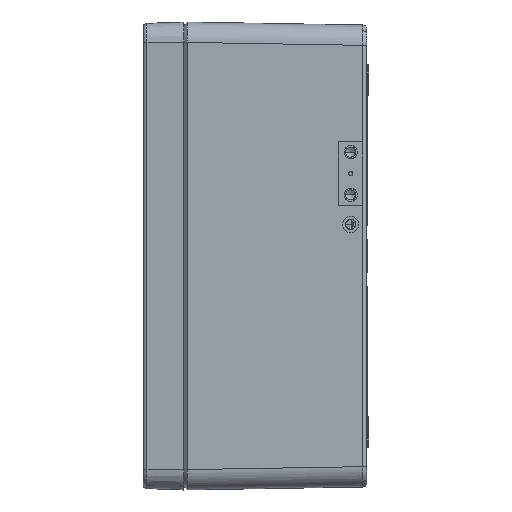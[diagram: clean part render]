
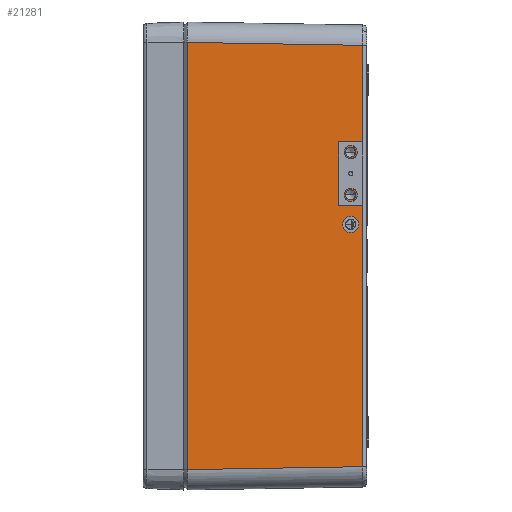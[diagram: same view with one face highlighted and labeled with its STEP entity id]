
A CAD part, left-side view. The second image highlights one B-rep face of the part: STEP entity #21281.
In plain terms, the highlighted planar face has unit normal (-1, -0.017, 0).
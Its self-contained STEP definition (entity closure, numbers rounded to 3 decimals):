
#537 = CIRCLE ( 'NONE', #539, 2.5 ) ;
#539 = AXIS2_PLACEMENT_3D ( 'NONE', #10003, #10005, #10006 ) ;
#547 = CIRCLE ( 'NONE', #563, 2.5 ) ;
#563 = AXIS2_PLACEMENT_3D ( 'NONE', #10084, #10086, #10088 ) ;
#833 = CIRCLE ( 'NONE', #841, 0.9 ) ;
#835 = CIRCLE ( 'NONE', #839, 2.5 ) ;
#837 = CIRCLE ( 'NONE', #840, 2.5 ) ;
#839 = AXIS2_PLACEMENT_3D ( 'NONE', #15800, #15801, #15802 ) ;
#840 = AXIS2_PLACEMENT_3D ( 'NONE', #15803, #15804, #15805 ) ;
#841 = AXIS2_PLACEMENT_3D ( 'NONE', #15806, #15807, #15808 ) ;
#842 = VECTOR ( 'NONE', #15810, 1000. ) ;
#843 = VECTOR ( 'NONE', #15812, 1000. ) ;
#844 = VECTOR ( 'NONE', #15814, 1000. ) ;
#845 = VECTOR ( 'NONE', #15816, 1000. ) ;
#10003 = CARTESIAN_POINT ( 'NONE',  ( -138.634, -82.034, 30.034 ) ) ;
#10005 = DIRECTION ( 'NONE',  ( -1., -0.017, 0. ) ) ;
#10006 = DIRECTION ( 'NONE',  ( 0.017, -1., 0. ) ) ;
#10084 = CARTESIAN_POINT ( 'NONE',  ( -138.634, -82.034, 51.034 ) ) ;
#10086 = DIRECTION ( 'NONE',  ( -1., -0.017, 0. ) ) ;
#10088 = DIRECTION ( 'NONE',  ( 0.017, -1., 0. ) ) ;
#12027 = CARTESIAN_POINT ( 'NONE',  ( -138.676, -79.534, 30.034 ) ) ;
#12028 = CARTESIAN_POINT ( 'NONE',  ( -138.592, -84.534, 30.034 ) ) ;
#12032 = CARTESIAN_POINT ( 'NONE',  ( -138.676, -79.534, 51.034 ) ) ;
#12033 = CARTESIAN_POINT ( 'NONE',  ( -138.592, -84.534, 51.034 ) ) ;
#12037 = CARTESIAN_POINT ( 'NONE',  ( -138.649, -81.134, 40.534 ) ) ;
#12038 = CARTESIAN_POINT ( 'NONE',  ( -138.619, -82.934, 40.534 ) ) ;
#12263 = CARTESIAN_POINT ( 'NONE',  ( -138.534, -88.033, 103.535 ) ) ;
#14443 = CARTESIAN_POINT ( 'NONE',  ( -139.97, -1.788, -104.972 ) ) ;
#14444 = CARTESIAN_POINT ( 'NONE',  ( -138.534, -88.033, -103.535 ) ) ;
#14445 = CARTESIAN_POINT ( 'NONE',  ( -139.97, -1.788, 104.972 ) ) ;
#15323 = LINE ( 'NONE', #15809, #842 ) ;
#15324 = LINE ( 'NONE', #15811, #843 ) ;
#15325 = LINE ( 'NONE', #15813, #844 ) ;
#15326 = LINE ( 'NONE', #15815, #845 ) ;
#15800 = CARTESIAN_POINT ( 'NONE',  ( -138.634, -82.034, 30.034 ) ) ;
#15801 = DIRECTION ( 'NONE',  ( -1., -0.017, 0. ) ) ;
#15802 = DIRECTION ( 'NONE',  ( 0.017, -1., 0. ) ) ;
#15803 = CARTESIAN_POINT ( 'NONE',  ( -138.634, -82.034, 51.034 ) ) ;
#15804 = DIRECTION ( 'NONE',  ( -1., -0.017, 0. ) ) ;
#15805 = DIRECTION ( 'NONE',  ( 0.017, -1., 0. ) ) ;
#15806 = CARTESIAN_POINT ( 'NONE',  ( -138.634, -82.034, 40.534 ) ) ;
#15807 = DIRECTION ( 'NONE',  ( -1., -0.017, 0. ) ) ;
#15808 = DIRECTION ( 'NONE',  ( 0.017, -1., 0. ) ) ;
#15809 = CARTESIAN_POINT ( 'NONE',  ( -138.534, -88.033, 103.503 ) ) ;
#15810 = DIRECTION ( 'NONE',  ( 0., 0., 1. ) ) ;
#15811 = CARTESIAN_POINT ( 'NONE',  ( -140.003, 0.166, -105.004 ) ) ;
#15812 = DIRECTION ( 'NONE',  ( 0.017, -1., 0.017 ) ) ;
#15813 = CARTESIAN_POINT ( 'NONE',  ( -139.939, -3.661, 104.94 ) ) ;
#15814 = DIRECTION ( 'NONE',  ( -0.017, 1., 0.017 ) ) ;
#15815 = CARTESIAN_POINT ( 'NONE',  ( -139.97, -1.788, -115. ) ) ;
#15816 = DIRECTION ( 'NONE',  ( 0., 0., -1. ) ) ;
#20066 = CIRCLE ( 'NONE', #20068, 0.9 ) ;
#20068 = AXIS2_PLACEMENT_3D ( 'NONE', #58565, #58566, #58567 ) ;
#20311 = AXIS2_PLACEMENT_3D ( 'NONE', #58977, #58978, #58979 ) ;
#21122 = EDGE_CURVE ( 'NONE', #37600, #37601, #20066, .T. ) ;
#21281 = ADVANCED_FACE ( 'NONE', ( #59144, #59145, #59146, #59147 ), #58976, .T. ) ;
#26675 = EDGE_CURVE ( 'NONE', #37590, #37591, #537, .T. ) ;
#26692 = EDGE_CURVE ( 'NONE', #37595, #37596, #547, .T. ) ;
#37590 = VERTEX_POINT ( 'NONE', #12027 ) ;
#37591 = VERTEX_POINT ( 'NONE', #12028 ) ;
#37595 = VERTEX_POINT ( 'NONE', #12032 ) ;
#37596 = VERTEX_POINT ( 'NONE', #12033 ) ;
#37600 = VERTEX_POINT ( 'NONE', #12037 ) ;
#37601 = VERTEX_POINT ( 'NONE', #12038 ) ;
#37826 = VERTEX_POINT ( 'NONE', #12263 ) ;
#38308 = EDGE_LOOP ( 'NONE', ( #39401, #39404 ) ) ;
#38309 = EDGE_LOOP ( 'NONE', ( #39402, #39406 ) ) ;
#38310 = EDGE_LOOP ( 'NONE', ( #39403, #39407 ) ) ;
#38311 = EDGE_LOOP ( 'NONE', ( #39405, #39409, #39408, #39410 ) ) ;
#38873 = VERTEX_POINT ( 'NONE', #14443 ) ;
#38874 = VERTEX_POINT ( 'NONE', #14444 ) ;
#38875 = VERTEX_POINT ( 'NONE', #14445 ) ;
#39401 = ORIENTED_EDGE ( 'NONE', *, *, #39801, .F. ) ;
#39402 = ORIENTED_EDGE ( 'NONE', *, *, #39803, .F. ) ;
#39403 = ORIENTED_EDGE ( 'NONE', *, *, #39806, .F. ) ;
#39404 = ORIENTED_EDGE ( 'NONE', *, *, #26675, .F. ) ;
#39405 = ORIENTED_EDGE ( 'NONE', *, *, #39810, .T. ) ;
#39406 = ORIENTED_EDGE ( 'NONE', *, *, #26692, .F. ) ;
#39407 = ORIENTED_EDGE ( 'NONE', *, *, #21122, .F. ) ;
#39408 = ORIENTED_EDGE ( 'NONE', *, *, #39812, .T. ) ;
#39409 = ORIENTED_EDGE ( 'NONE', *, *, #39808, .T. ) ;
#39410 = ORIENTED_EDGE ( 'NONE', *, *, #39815, .T. ) ;
#39801 = EDGE_CURVE ( 'NONE', #37591, #37590, #835, .T. ) ;
#39803 = EDGE_CURVE ( 'NONE', #37596, #37595, #837, .T. ) ;
#39806 = EDGE_CURVE ( 'NONE', #37601, #37600, #833, .T. ) ;
#39808 = EDGE_CURVE ( 'NONE', #38874, #37826, #15323, .T. ) ;
#39810 = EDGE_CURVE ( 'NONE', #38873, #38874, #15324, .T. ) ;
#39812 = EDGE_CURVE ( 'NONE', #37826, #38875, #15325, .T. ) ;
#39815 = EDGE_CURVE ( 'NONE', #38875, #38873, #15326, .T. ) ;
#58565 = CARTESIAN_POINT ( 'NONE',  ( -138.634, -82.034, 40.534 ) ) ;
#58566 = DIRECTION ( 'NONE',  ( -1., -0.017, 0. ) ) ;
#58567 = DIRECTION ( 'NONE',  ( 0.017, -1., 0. ) ) ;
#58976 = PLANE ( 'NONE',  #20311 ) ;
#58977 = CARTESIAN_POINT ( 'NONE',  ( -140., 0., -115. ) ) ;
#58978 = DIRECTION ( 'NONE',  ( -1., -0.017, 0. ) ) ;
#58979 = DIRECTION ( 'NONE',  ( 0.017, -1., 0. ) ) ;
#59144 = FACE_BOUND ( 'NONE', #38308, .T. ) ;
#59145 = FACE_BOUND ( 'NONE', #38309, .T. ) ;
#59146 = FACE_BOUND ( 'NONE', #38310, .T. ) ;
#59147 = FACE_OUTER_BOUND ( 'NONE', #38311, .T. ) ;
